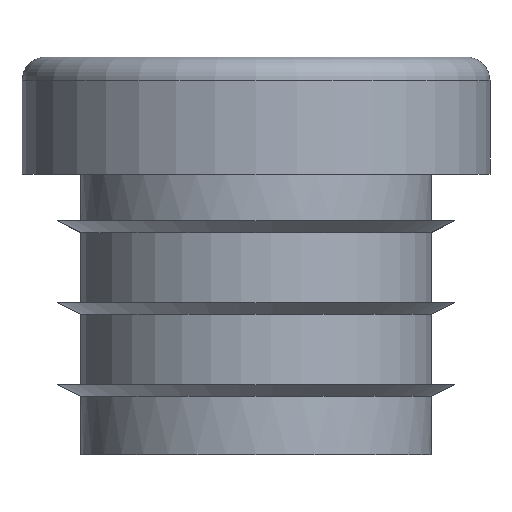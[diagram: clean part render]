
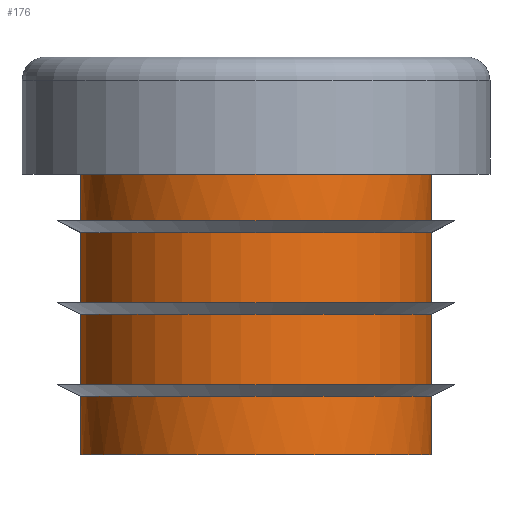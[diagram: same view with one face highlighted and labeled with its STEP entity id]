
A CAD part, left-side view. The second image highlights one B-rep face of the part: STEP entity #176.
In plain terms, the highlighted cylindrical face has radius 7.5 mm (diameter 15 mm), a partial arc.
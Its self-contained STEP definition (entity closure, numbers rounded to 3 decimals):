
#176 = ADVANCED_FACE( '', ( #375, #376, #377, #378 ), #379, .T. );
#375 = FACE_BOUND( '', #600, .T. );
#376 = FACE_OUTER_BOUND( '', #601, .T. );
#377 = FACE_BOUND( '', #602, .T. );
#378 = FACE_BOUND( '', #603, .T. );
#379 = CYLINDRICAL_SURFACE( '', #604, 7.5 );
#600 = EDGE_LOOP( '', ( #1026, #1027, #1028, #1029 ) );
#601 = EDGE_LOOP( '', ( #1030, #1031, #1032, #1033 ) );
#602 = EDGE_LOOP( '', ( #1034, #1035, #1036, #1037 ) );
#603 = EDGE_LOOP( '', ( #1038, #1039, #1040, #1041 ) );
#604 = AXIS2_PLACEMENT_3D( '', #1042, #1043, #1044 );
#1026 = ORIENTED_EDGE( '', *, *, #1402, .T. );
#1027 = ORIENTED_EDGE( '', *, *, #1343, .T. );
#1028 = ORIENTED_EDGE( '', *, *, #1350, .F. );
#1029 = ORIENTED_EDGE( '', *, *, #1376, .F. );
#1030 = ORIENTED_EDGE( '', *, *, #1317, .T. );
#1031 = ORIENTED_EDGE( '', *, *, #1432, .F. );
#1032 = ORIENTED_EDGE( '', *, *, #1433, .F. );
#1033 = ORIENTED_EDGE( '', *, *, #1283, .T. );
#1034 = ORIENTED_EDGE( '', *, *, #1434, .T. );
#1035 = ORIENTED_EDGE( '', *, *, #1382, .T. );
#1036 = ORIENTED_EDGE( '', *, *, #1435, .F. );
#1037 = ORIENTED_EDGE( '', *, *, #1436, .F. );
#1038 = ORIENTED_EDGE( '', *, *, #1413, .T. );
#1039 = ORIENTED_EDGE( '', *, *, #1430, .T. );
#1040 = ORIENTED_EDGE( '', *, *, #1437, .F. );
#1041 = ORIENTED_EDGE( '', *, *, #1389, .F. );
#1042 = CARTESIAN_POINT( '', ( -10., 0., 12. ) );
#1043 = DIRECTION( '', ( 0., 0., 1. ) );
#1044 = DIRECTION( '', ( -1., 0., 0. ) );
#1283 = EDGE_CURVE( '', #1521, #1519, #1522, .T. );
#1317 = EDGE_CURVE( '', #1519, #1576, #1577, .T. );
#1343 = EDGE_CURVE( '', #1611, #1616, #1618, .T. );
#1350 = EDGE_CURVE( '', #1627, #1616, #1629, .T. );
#1376 = EDGE_CURVE( '', #1665, #1627, #1666, .T. );
#1382 = EDGE_CURVE( '', #1669, #1674, #1676, .T. );
#1389 = EDGE_CURVE( '', #1686, #1687, #1688, .T. );
#1402 = EDGE_CURVE( '', #1665, #1611, #1707, .T. );
#1413 = EDGE_CURVE( '', #1686, #1720, #1722, .T. );
#1430 = EDGE_CURVE( '', #1720, #1742, #1744, .T. );
#1432 = EDGE_CURVE( '', #1746, #1576, #1747, .T. );
#1433 = EDGE_CURVE( '', #1521, #1746, #1748, .T. );
#1434 = EDGE_CURVE( '', #1749, #1669, #1750, .T. );
#1435 = EDGE_CURVE( '', #1751, #1674, #1752, .T. );
#1436 = EDGE_CURVE( '', #1749, #1751, #1753, .T. );
#1437 = EDGE_CURVE( '', #1687, #1742, #1754, .T. );
#1519 = VERTEX_POINT( '', #1851 );
#1521 = VERTEX_POINT( '', #1854 );
#1522 = LINE( '', #1855, #1856 );
#1576 = VERTEX_POINT( '', #1933 );
#1577 = CIRCLE( '', #1934, 7.5 );
#1611 = VERTEX_POINT( '', #1981 );
#1616 = VERTEX_POINT( '', #1987 );
#1618 = CIRCLE( '', #1990, 7.5 );
#1627 = VERTEX_POINT( '', #2002 );
#1629 = LINE( '', #2005, #2006 );
#1665 = VERTEX_POINT( '', #2054 );
#1666 = CIRCLE( '', #2055, 7.5 );
#1669 = VERTEX_POINT( '', #2059 );
#1674 = VERTEX_POINT( '', #2065 );
#1676 = CIRCLE( '', #2068, 7.5 );
#1686 = VERTEX_POINT( '', #2080 );
#1687 = VERTEX_POINT( '', #2081 );
#1688 = CIRCLE( '', #2082, 7.5 );
#1707 = LINE( '', #2106, #2107 );
#1720 = VERTEX_POINT( '', #2125 );
#1722 = LINE( '', #2128, #2129 );
#1742 = VERTEX_POINT( '', #2155 );
#1744 = CIRCLE( '', #2158, 7.5 );
#1746 = VERTEX_POINT( '', #2160 );
#1747 = LINE( '', #2161, #2162 );
#1748 = CIRCLE( '', #2163, 7.5 );
#1749 = VERTEX_POINT( '', #2164 );
#1750 = LINE( '', #2165, #2166 );
#1751 = VERTEX_POINT( '', #2167 );
#1752 = LINE( '', #2168, #2169 );
#1753 = CIRCLE( '', #2170, 7.5 );
#1754 = LINE( '', #2171, #2172 );
#1851 = CARTESIAN_POINT( '', ( -10., 7.5, 0. ) );
#1854 = CARTESIAN_POINT( '', ( -10., 7.5, 12. ) );
#1855 = CARTESIAN_POINT( '', ( -10., 7.5, 12. ) );
#1856 = VECTOR( '', #2265, 1000. );
#1933 = CARTESIAN_POINT( '', ( -10., -7.5, 0. ) );
#1934 = AXIS2_PLACEMENT_3D( '', #2295, #2296, #2297 );
#1981 = CARTESIAN_POINT( '', ( -10.654, -7.471, 6. ) );
#1987 = CARTESIAN_POINT( '', ( -10.654, 7.471, 6. ) );
#1990 = AXIS2_PLACEMENT_3D( '', #2322, #2323, #2324 );
#2002 = CARTESIAN_POINT( '', ( -10.654, 7.471, 6.5 ) );
#2005 = CARTESIAN_POINT( '', ( -10.654, 7.471, 6.5 ) );
#2006 = VECTOR( '', #2329, 1000. );
#2054 = CARTESIAN_POINT( '', ( -10.654, -7.471, 6.5 ) );
#2055 = AXIS2_PLACEMENT_3D( '', #2357, #2358, #2359 );
#2059 = CARTESIAN_POINT( '', ( -10.654, -7.471, 9.5 ) );
#2065 = CARTESIAN_POINT( '', ( -10.654, 7.471, 9.5 ) );
#2068 = AXIS2_PLACEMENT_3D( '', #2366, #2367, #2368 );
#2080 = CARTESIAN_POINT( '', ( -10.654, -7.471, 3. ) );
#2081 = CARTESIAN_POINT( '', ( -10.654, 7.471, 3. ) );
#2082 = AXIS2_PLACEMENT_3D( '', #2377, #2378, #2379 );
#2106 = CARTESIAN_POINT( '', ( -10.654, -7.471, 6.5 ) );
#2107 = VECTOR( '', #2397, 1000. );
#2125 = CARTESIAN_POINT( '', ( -10.654, -7.471, 2.5 ) );
#2128 = CARTESIAN_POINT( '', ( -10.654, -7.471, 3. ) );
#2129 = VECTOR( '', #2407, 1000. );
#2155 = CARTESIAN_POINT( '', ( -10.654, 7.471, 2.5 ) );
#2158 = AXIS2_PLACEMENT_3D( '', #2424, #2425, #2426 );
#2160 = CARTESIAN_POINT( '', ( -10., -7.5, 12. ) );
#2161 = CARTESIAN_POINT( '', ( -10., -7.5, 12. ) );
#2162 = VECTOR( '', #2427, 1000. );
#2163 = AXIS2_PLACEMENT_3D( '', #2428, #2429, #2430 );
#2164 = CARTESIAN_POINT( '', ( -10.654, -7.471, 10. ) );
#2165 = CARTESIAN_POINT( '', ( -10.654, -7.471, 10. ) );
#2166 = VECTOR( '', #2431, 1000. );
#2167 = CARTESIAN_POINT( '', ( -10.654, 7.471, 10. ) );
#2168 = CARTESIAN_POINT( '', ( -10.654, 7.471, 10. ) );
#2169 = VECTOR( '', #2432, 1000. );
#2170 = AXIS2_PLACEMENT_3D( '', #2433, #2434, #2435 );
#2171 = CARTESIAN_POINT( '', ( -10.654, 7.471, 3. ) );
#2172 = VECTOR( '', #2436, 1000. );
#2265 = DIRECTION( '', ( 0., 0., -1. ) );
#2295 = CARTESIAN_POINT( '', ( -10., 0., 0. ) );
#2296 = DIRECTION( '', ( 0., 0., 1. ) );
#2297 = DIRECTION( '', ( 1., 0., 0. ) );
#2322 = CARTESIAN_POINT( '', ( -10., 0., 6. ) );
#2323 = DIRECTION( '', ( 0., 0., -1. ) );
#2324 = DIRECTION( '', ( -1., 0., 0. ) );
#2329 = DIRECTION( '', ( 0., 0., -1. ) );
#2357 = CARTESIAN_POINT( '', ( -10., 0., 6.5 ) );
#2358 = DIRECTION( '', ( 0., 0., -1. ) );
#2359 = DIRECTION( '', ( -1., 0., 0. ) );
#2366 = CARTESIAN_POINT( '', ( -10., 0., 9.5 ) );
#2367 = DIRECTION( '', ( 0., 0., -1. ) );
#2368 = DIRECTION( '', ( -1., 0., 0. ) );
#2377 = CARTESIAN_POINT( '', ( -10., 0., 3. ) );
#2378 = DIRECTION( '', ( 0., 0., -1. ) );
#2379 = DIRECTION( '', ( -1., 0., 0. ) );
#2397 = DIRECTION( '', ( 0., 0., -1. ) );
#2407 = DIRECTION( '', ( 0., 0., -1. ) );
#2424 = CARTESIAN_POINT( '', ( -10., 0., 2.5 ) );
#2425 = DIRECTION( '', ( 0., 0., -1. ) );
#2426 = DIRECTION( '', ( -1., 0., 0. ) );
#2427 = DIRECTION( '', ( 0., 0., -1. ) );
#2428 = CARTESIAN_POINT( '', ( -10., 0., 12. ) );
#2429 = DIRECTION( '', ( 0., 0., 1. ) );
#2430 = DIRECTION( '', ( 1., 0., 0. ) );
#2431 = DIRECTION( '', ( 0., 0., -1. ) );
#2432 = DIRECTION( '', ( 0., 0., -1. ) );
#2433 = CARTESIAN_POINT( '', ( -10., 0., 10. ) );
#2434 = DIRECTION( '', ( 0., 0., -1. ) );
#2435 = DIRECTION( '', ( -1., 0., 0. ) );
#2436 = DIRECTION( '', ( 0., 0., -1. ) );
